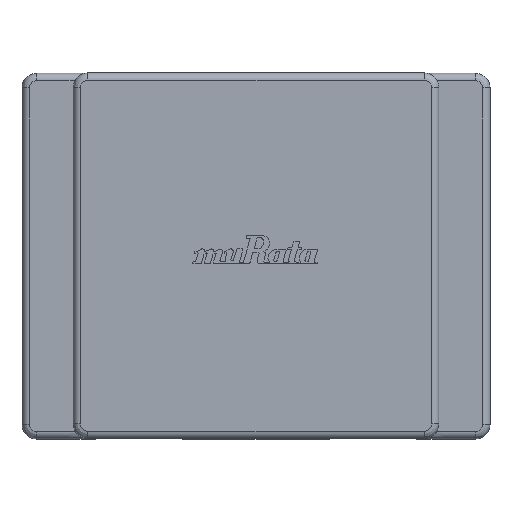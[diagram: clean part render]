
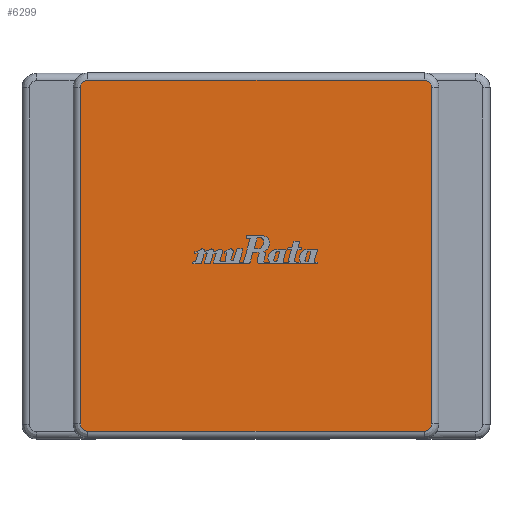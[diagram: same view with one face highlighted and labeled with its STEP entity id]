
A CAD part, top view. The second image highlights one B-rep face of the part: STEP entity #6299.
In plain terms, the highlighted planar face has unit normal (0, 0, 1).
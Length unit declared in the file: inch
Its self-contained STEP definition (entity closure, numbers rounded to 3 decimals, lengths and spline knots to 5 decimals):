
#793=FACE_OUTER_BOUND('',#1132,.T.);
#1132=EDGE_LOOP('',(#5033,#5034,#5035,#5036,#5037,#5038,#5039,#5040));
#1558=LINE('',#10190,#2096);
#1560=LINE('',#10210,#2098);
#1562=LINE('',#10229,#2100);
#1563=LINE('',#10243,#2101);
#2096=VECTOR('',#8196,0.3937);
#2098=VECTOR('',#8208,0.3937);
#2100=VECTOR('',#8220,0.3937);
#2101=VECTOR('',#8227,0.3937);
#2504=CIRCLE('',#6948,0.00197);
#2509=CIRCLE('',#6954,0.00197);
#2513=CIRCLE('',#6959,0.00197);
#2516=CIRCLE('',#6963,0.00197);
#2960=VERTEX_POINT('',#10182);
#2961=VERTEX_POINT('',#10184);
#2962=VERTEX_POINT('',#10188);
#2963=VERTEX_POINT('',#10200);
#2965=VERTEX_POINT('',#10206);
#2967=VERTEX_POINT('',#10220);
#2969=VERTEX_POINT('',#10226);
#2970=VERTEX_POINT('',#10239);
#3695=EDGE_CURVE('',#2960,#2961,#2504,.T.);
#3698=EDGE_CURVE('',#2961,#2962,#1558,.T.);
#3701=EDGE_CURVE('',#2962,#2963,#2509,.T.);
#3704=EDGE_CURVE('',#2963,#2965,#1560,.T.);
#3707=EDGE_CURVE('',#2965,#2967,#2513,.T.);
#3710=EDGE_CURVE('',#2967,#2969,#1562,.T.);
#3712=EDGE_CURVE('',#2969,#2970,#2516,.T.);
#3713=EDGE_CURVE('',#2970,#2960,#1563,.T.);
#5033=ORIENTED_EDGE('',*,*,#3695,.F.);
#5034=ORIENTED_EDGE('',*,*,#3713,.F.);
#5035=ORIENTED_EDGE('',*,*,#3712,.F.);
#5036=ORIENTED_EDGE('',*,*,#3710,.F.);
#5037=ORIENTED_EDGE('',*,*,#3707,.F.);
#5038=ORIENTED_EDGE('',*,*,#3704,.F.);
#5039=ORIENTED_EDGE('',*,*,#3701,.F.);
#5040=ORIENTED_EDGE('',*,*,#3698,.F.);
#6046=PLANE('',#6966);
#6299=ADVANCED_FACE('',(#793),#6046,.F.);
#6948=AXIS2_PLACEMENT_3D('',#10185,#8188,#8189);
#6954=AXIS2_PLACEMENT_3D('',#10204,#8201,#8202);
#6959=AXIS2_PLACEMENT_3D('',#10224,#8213,#8214);
#6963=AXIS2_PLACEMENT_3D('',#10241,#8223,#8224);
#6966=AXIS2_PLACEMENT_3D('',#10246,#8231,#8232);
#8188=DIRECTION('center_axis',(0.,0.,-1.));
#8189=DIRECTION('ref_axis',(0.707,0.707,0.));
#8196=DIRECTION('',(0.,-1.,0.));
#8201=DIRECTION('center_axis',(0.,0.,-1.));
#8202=DIRECTION('ref_axis',(0.707,-0.707,0.));
#8208=DIRECTION('',(-1.,0.,0.));
#8213=DIRECTION('center_axis',(0.,0.,-1.));
#8214=DIRECTION('ref_axis',(-0.707,-0.707,0.));
#8220=DIRECTION('',(0.,1.,0.));
#8223=DIRECTION('center_axis',(0.,0.,-1.));
#8224=DIRECTION('ref_axis',(-0.707,0.707,0.));
#8227=DIRECTION('',(1.,0.,0.));
#8231=DIRECTION('center_axis',(0.,0.,-1.));
#8232=DIRECTION('ref_axis',(-1.,0.,0.));
#10182=CARTESIAN_POINT('',(0.04528,0.04724,0.08661));
#10184=CARTESIAN_POINT('',(0.04724,0.04528,0.08661));
#10185=CARTESIAN_POINT('Origin',(0.04528,0.04528,
0.08661));
#10188=CARTESIAN_POINT('',(0.04724,-0.04528,0.08661));
#10190=CARTESIAN_POINT('',(0.04724,0.02264,0.08661));
#10200=CARTESIAN_POINT('',(0.04528,-0.04724,0.08661));
#10204=CARTESIAN_POINT('Origin',(0.04528,-0.04528,
0.08661));
#10206=CARTESIAN_POINT('',(-0.04528,-0.04724,0.08661));
#10210=CARTESIAN_POINT('',(0.02264,-0.04724,0.08661));
#10220=CARTESIAN_POINT('',(-0.04724,-0.04528,0.08661));
#10224=CARTESIAN_POINT('Origin',(-0.04528,-0.04528,
0.08661));
#10226=CARTESIAN_POINT('',(-0.04724,0.04528,0.08661));
#10229=CARTESIAN_POINT('',(-0.04724,-0.02264,0.08661));
#10239=CARTESIAN_POINT('',(-0.04528,0.04724,0.08661));
#10241=CARTESIAN_POINT('Origin',(-0.04528,0.04528,
0.08661));
#10243=CARTESIAN_POINT('',(-0.02264,0.04724,0.08661));
#10246=CARTESIAN_POINT('Origin',(0.,0.,0.08661));
